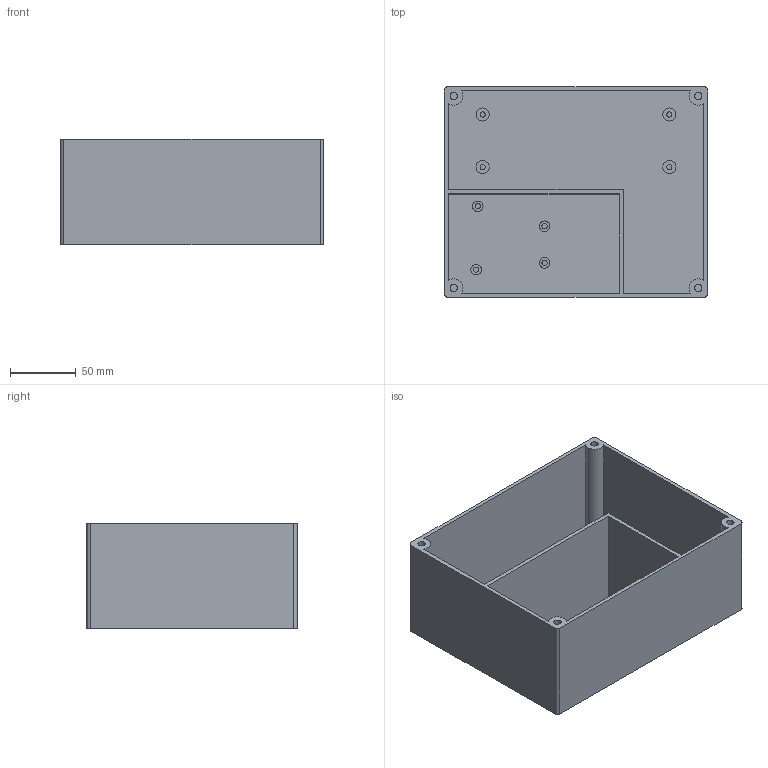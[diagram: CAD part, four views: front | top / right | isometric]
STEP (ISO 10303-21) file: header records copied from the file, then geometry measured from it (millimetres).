
FILE_DESCRIPTION(/* description */ (''),/* implementation_level */ '2;1');
FILE_NAME(/* name */ 'obudowa.stp',/* time_stamp */ '2024-01-21T11:32:39+01:00',/* author */ ('lison'),/* organization */ (''),/* preprocessor_version */ 'ST-DEVELOPER v19.2',/* originating_system */ 'Autodesk Inventor 2024',/* authorisation */ '');
FILE_SCHEMA (('AUTOMOTIVE_DESIGN { 1 0 10303 214 3 1 1 }'));
Length unit declared in the file: millimetre
Products named in the file (1): obudowa
Bounding box: 200 x 160 x 80 mm (x, y, z)
Volume: 343285.1 mm3; surface area: 210603.4 mm2
Topology: 1 solids, 1 shells, 66 faces, 126 edges, 84 vertices
Faces by surface type: plane 38, cylinder 28
Full cylindrical faces by diameter (mm): 4 x8, 5.6 x4, 8 x4, 10 x4
Entity records: 1729 total; most frequent: DIRECTION 316, CARTESIAN_POINT 277, ORIENTED_EDGE 252, EDGE_CURVE 126, AXIS2_PLACEMENT_3D 123, EDGE_LOOP 88, VERTEX_POINT 84, LINE 70
